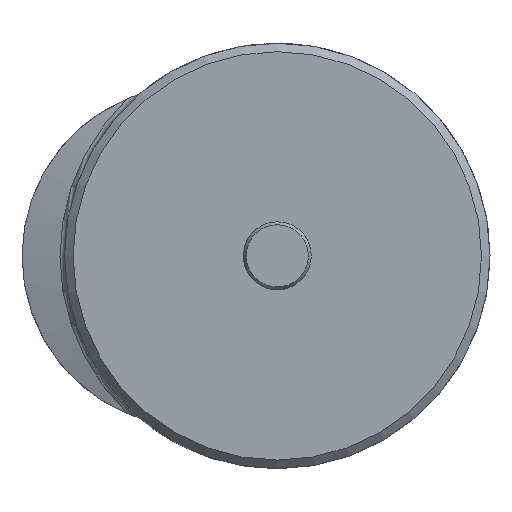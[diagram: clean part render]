
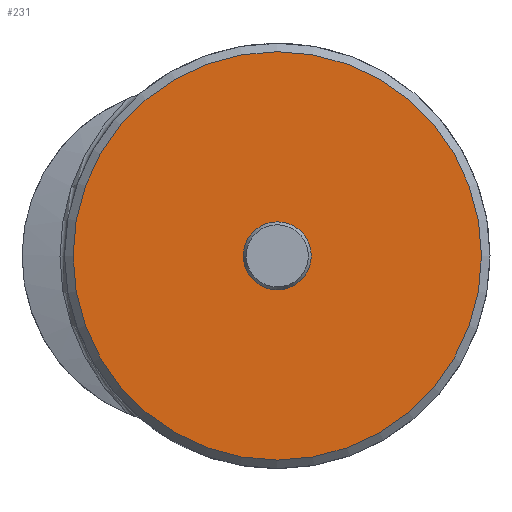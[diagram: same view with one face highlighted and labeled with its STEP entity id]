
A CAD part, top view. The second image highlights one B-rep face of the part: STEP entity #231.
In plain terms, the highlighted planar face has unit normal (0, 0, 1).
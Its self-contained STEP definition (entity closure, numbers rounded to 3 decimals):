
#143=PLANE('',#778);
#187=FACE_BOUND('',#309,.T.);
#188=FACE_BOUND('',#310,.T.);
#231=ADVANCED_FACE('',(#187,#188),#143,.T.);
#309=EDGE_LOOP('',(#393));
#310=EDGE_LOOP('',(#394));
#393=ORIENTED_EDGE('',*,*,#623,.F.);
#394=ORIENTED_EDGE('',*,*,#622,.F.);
#557=VERTEX_POINT('',#1143);
#558=VERTEX_POINT('',#1146);
#622=EDGE_CURVE('',#557,#557,#700,.T.);
#623=EDGE_CURVE('',#558,#558,#701,.T.);
#700=CIRCLE('',#775,24.);
#701=CIRCLE('',#777,4.);
#775=AXIS2_PLACEMENT_3D('',#1142,#866,#867);
#777=AXIS2_PLACEMENT_3D('',#1145,#870,#871);
#778=AXIS2_PLACEMENT_3D('',#1147,#872,#873);
#866=DIRECTION('',(0.,0.,-1.));
#867=DIRECTION('',(0.,-1.,0.));
#870=DIRECTION('',(0.,0.,1.));
#871=DIRECTION('',(0.,1.,0.));
#872=DIRECTION('',(0.,0.,1.));
#873=DIRECTION('',(0.,1.,0.));
#1142=CARTESIAN_POINT('',(0.,0.,0.325));
#1143=CARTESIAN_POINT('',(0.,-24.,0.325));
#1145=CARTESIAN_POINT('',(0.,0.,0.325));
#1146=CARTESIAN_POINT('',(0.,4.,0.325));
#1147=CARTESIAN_POINT('',(-24.,0.,0.325));
